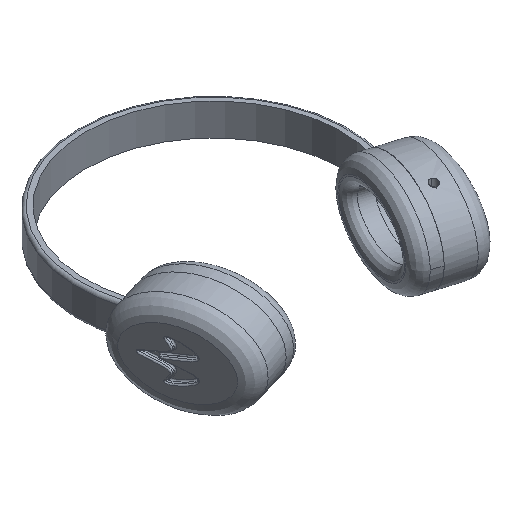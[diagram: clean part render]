
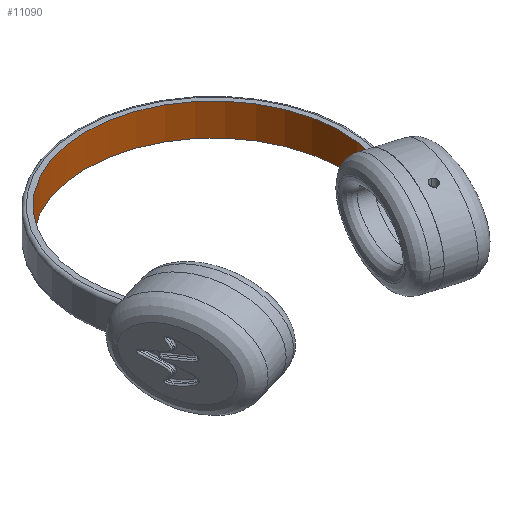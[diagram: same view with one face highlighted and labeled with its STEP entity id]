
A CAD part, isometric view. The second image highlights one B-rep face of the part: STEP entity #11090.
In plain terms, the highlighted cylindrical face has radius 101.6 mm (diameter 203.2 mm), a partial arc.
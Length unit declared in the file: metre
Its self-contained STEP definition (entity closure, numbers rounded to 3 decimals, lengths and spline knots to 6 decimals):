
#289=CYLINDRICAL_SURFACE('',#12153,0.1016);
#738=LINE('',#31590,#1426);
#740=LINE('',#31598,#1428);
#1426=VECTOR('',#14451,1.);
#1428=VECTOR('',#14459,1.);
#3674=ORIENTED_EDGE('',*,*,#5516,.F.);
#3675=ORIENTED_EDGE('',*,*,#5517,.F.);
#3676=ORIENTED_EDGE('',*,*,#5518,.T.);
#3677=ORIENTED_EDGE('',*,*,#5513,.T.);
#5513=EDGE_CURVE('',#6725,#6724,#738,.T.);
#5516=EDGE_CURVE('',#6727,#6724,#7506,.T.);
#5517=EDGE_CURVE('',#6728,#6727,#740,.T.);
#5518=EDGE_CURVE('',#6728,#6725,#7507,.T.);
#6724=VERTEX_POINT('',#31589);
#6725=VERTEX_POINT('',#31591);
#6727=VERTEX_POINT('',#31597);
#6728=VERTEX_POINT('',#31599);
#7506=CIRCLE('',#12154,0.1016);
#7507=CIRCLE('',#12155,0.1016);
#8654=EDGE_LOOP('',(#3674,#3675,#3676,#3677));
#10051=FACE_BOUND('',#8654,.T.);
#11090=ADVANCED_FACE('',(#10051),#289,.F.);
#12153=AXIS2_PLACEMENT_3D('',#31595,#14455,#14456);
#12154=AXIS2_PLACEMENT_3D('',#31596,#14457,#14458);
#12155=AXIS2_PLACEMENT_3D('',#31600,#14460,#14461);
#14451=DIRECTION('',(0.,0.,-1.));
#14455=DIRECTION('',(0.,0.,-1.));
#14456=DIRECTION('',(-1.,0.,0.));
#14457=DIRECTION('',(0.,0.,1.));
#14458=DIRECTION('',(1.,0.,0.));
#14459=DIRECTION('',(0.,0.,-1.));
#14460=DIRECTION('',(0.,0.,1.));
#14461=DIRECTION('',(1.,0.,0.));
#31589=CARTESIAN_POINT('',(-0.097134,-0.029793,0.));
#31590=CARTESIAN_POINT('',(-0.097134,-0.029793,0.0254));
#31591=CARTESIAN_POINT('',(-0.097134,-0.029793,0.0254));
#31595=CARTESIAN_POINT('',(0.,0.,0.0254));
#31596=CARTESIAN_POINT('',(0.,0.,0.));
#31597=CARTESIAN_POINT('',(0.097134,-0.029793,0.));
#31598=CARTESIAN_POINT('',(0.097134,-0.029793,0.0254));
#31599=CARTESIAN_POINT('',(0.097134,-0.029793,0.0254));
#31600=CARTESIAN_POINT('',(0.,0.,0.0254));
